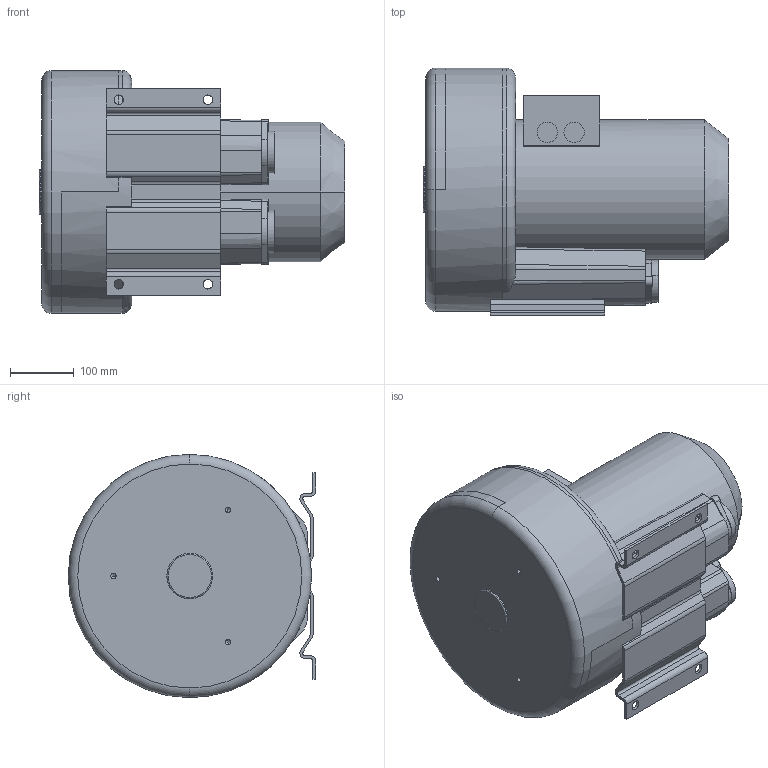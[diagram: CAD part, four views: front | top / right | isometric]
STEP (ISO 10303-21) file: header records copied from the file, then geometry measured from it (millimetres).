
FILE_DESCRIPTION((''),'2;1');
FILE_NAME('VSC0415-1MP401_ASM','2018-03-08T',('rnennstiel'),('vacuvane vacuum technology gmbh'),'PRO/ENGINEER BY PARAMETRIC TECHNOLOGY CORPORATION, 2010140','PRO/ENGINEER BY PARAMETRIC TECHNOLOGY CORPORATION, 2010140','');
FILE_SCHEMA(('AUTOMOTIVE_DESIGN_CC2 { 1 2 10303 214 -1 1 5 2 }'));
Length unit declared in the file: millimetre
Products named in the file (3): VSC0415_1MP401; GEWINDEFLANSCH_2_ZOLL; VSC0415-1MP401_ASM
Assembly tree (3 placements, depth 2):
  VSC0415-1MP401_ASM
    VSC0415_1MP401
    GEWINDEFLANSCH_2_ZOLL  x2
Bounding box: 480 x 389 x 382 mm (x, y, z)
Volume: 30861728.4 mm3; surface area: 1015016.5 mm2
Topology: 3 solids, 3 shells, 252 faces, 680 edges, 432 vertices
Faces by surface type: plane 113, cylinder 93, cone 41, torus 5
Entity records: 7306 total; most frequent: CARTESIAN_POINT 1267, DIRECTION 1245, ORIENTED_EDGE 1152, EDGE_CURVE 576, AXIS2_PLACEMENT_3D 457, VERTEX_POINT 378, VECTOR 331, LINE 331
